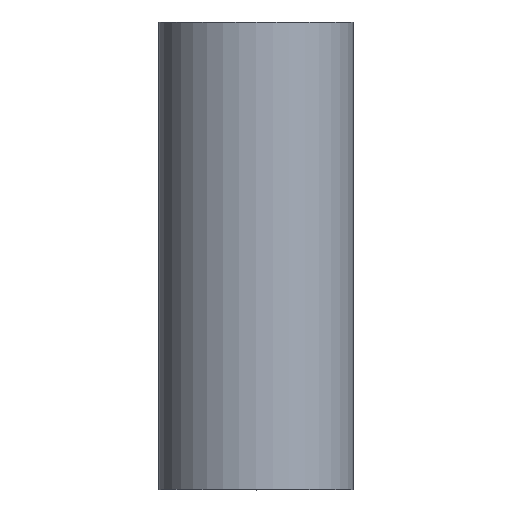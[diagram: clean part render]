
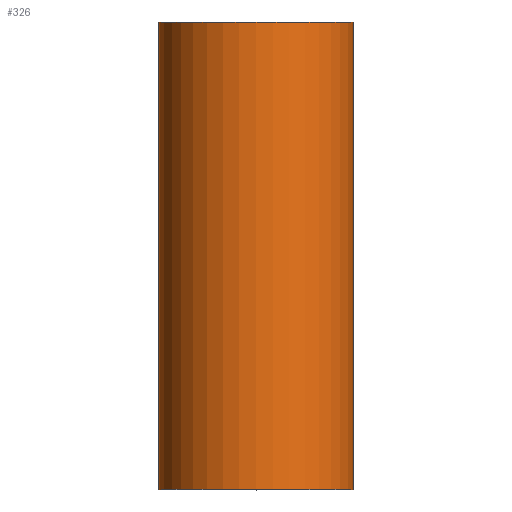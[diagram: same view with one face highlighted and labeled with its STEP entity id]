
A CAD part, top view. The second image highlights one B-rep face of the part: STEP entity #326.
In plain terms, the highlighted cylindrical face has radius 2.5 mm (diameter 5 mm), a partial arc.
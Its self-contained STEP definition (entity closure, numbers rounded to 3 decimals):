
#54=AXIS2_PLACEMENT_3D('Circle Axis2P3D',#52,#53,$) ;
#236=AXIS2_PLACEMENT_3D('Circle Axis2P3D',#234,#235,$) ;
#318=AXIS2_PLACEMENT_3D('Cylinder Axis2P3D',#315,#316,#317) ;
#49=CARTESIAN_POINT('Vertex',(5.,0.,6.)) ;
#52=CARTESIAN_POINT('Axis2P3D Location',(2.5,0.,6.)) ;
#56=CARTESIAN_POINT('Vertex',(0.,0.,6.)) ;
#159=CARTESIAN_POINT('Line Origine',(0.,6.,6.)) ;
#163=CARTESIAN_POINT('Vertex',(0.,12.,6.)) ;
#213=CARTESIAN_POINT('Vertex',(5.,12.,6.)) ;
#216=CARTESIAN_POINT('Line Origine',(5.,6.,6.)) ;
#234=CARTESIAN_POINT('Axis2P3D Location',(2.5,12.,6.)) ;
#315=CARTESIAN_POINT('Axis2P3D Location',(2.5,6.61,6.)) ;
#53=DIRECTION('Axis2P3D Direction',(0.,1.,0.)) ;
#160=DIRECTION('Vector Direction',(0.,1.,0.)) ;
#217=DIRECTION('Vector Direction',(0.,1.,0.)) ;
#235=DIRECTION('Axis2P3D Direction',(0.,1.,0.)) ;
#316=DIRECTION('Axis2P3D Direction',(0.,1.,0.)) ;
#317=DIRECTION('Axis2P3D XDirection',(-1.,0.,0.)) ;
#161=VECTOR('Line Direction',#160,1.) ;
#218=VECTOR('Line Direction',#217,1.) ;
#321=ORIENTED_EDGE('',*,*,#165,.F.) ;
#322=ORIENTED_EDGE('',*,*,#58,.T.) ;
#323=ORIENTED_EDGE('',*,*,#220,.T.) ;
#324=ORIENTED_EDGE('',*,*,#238,.F.) ;
#326=ADVANCED_FACE('S3D-Kopie',(#325),#319,.T.) ;
#55=CIRCLE('generated circle',#54,2.5) ;
#237=CIRCLE('generated circle',#236,2.5) ;
#319=CYLINDRICAL_SURFACE('generated cylinder',#318,2.5) ;
#58=EDGE_CURVE('',#57,#50,#55,.T.) ;
#165=EDGE_CURVE('',#57,#164,#162,.T.) ;
#220=EDGE_CURVE('',#50,#214,#219,.T.) ;
#238=EDGE_CURVE('',#164,#214,#237,.T.) ;
#320=EDGE_LOOP('',(#321,#322,#323,#324)) ;
#325=FACE_OUTER_BOUND('',#320,.T.) ;
#162=LINE('Line',#159,#161) ;
#219=LINE('Line',#216,#218) ;
#50=VERTEX_POINT('',#49) ;
#57=VERTEX_POINT('',#56) ;
#164=VERTEX_POINT('',#163) ;
#214=VERTEX_POINT('',#213) ;
